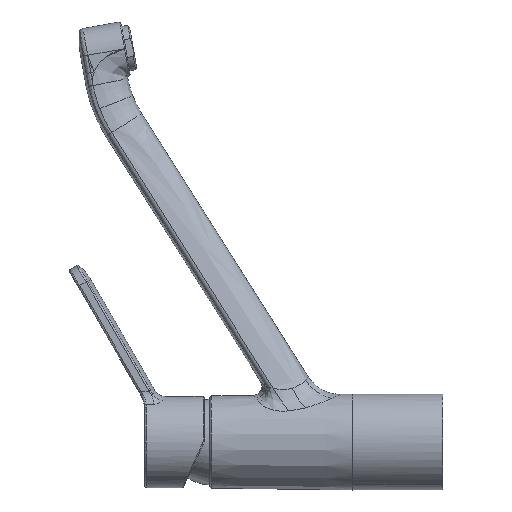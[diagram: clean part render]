
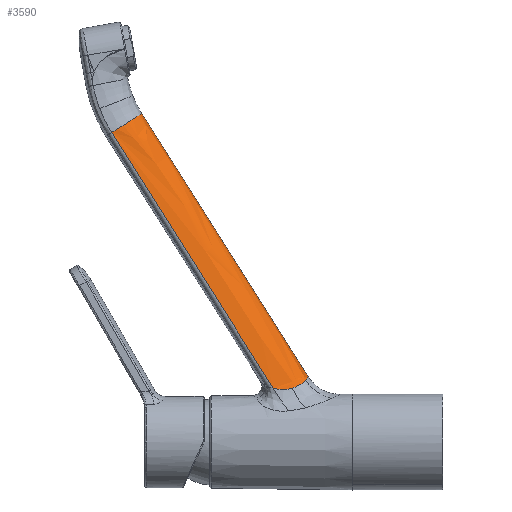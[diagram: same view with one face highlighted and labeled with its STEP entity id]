
A CAD part, left-side view. The second image highlights one B-rep face of the part: STEP entity #3590.
In plain terms, the highlighted free-form (B-spline) face has degree [5, 1] with [6, 2] control points.
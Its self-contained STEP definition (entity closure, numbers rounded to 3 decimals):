
#21 = CARTESIAN_POINT ( 'NONE',  ( -14.357, 124.187, 167.473 ) ) ;
#202 = CARTESIAN_POINT ( 'NONE',  ( 0., 112.651, 174.764 ) ) ;
#371 = CARTESIAN_POINT ( 'NONE',  ( -9.427, 114.976, 173.295 ) ) ;
#391 = CARTESIAN_POINT ( 'NONE',  ( -12.625, 32.483, 28.658 ) ) ;
#564 = VERTEX_POINT ( 'NONE', #2648 ) ;
#758 = EDGE_CURVE ( 'NONE', #6969, #6250, #7799, .T. ) ;
#832 = CARTESIAN_POINT ( 'NONE',  ( 0., 68.402, 104.743 ) ) ;
#998 = CARTESIAN_POINT ( 'NONE',  ( -12.678, 119.626, 170.356 ) ) ;
#1310 = CARTESIAN_POINT ( 'NONE',  ( -4.329, 24.545, 33.976 ) ) ;
#1606 = CARTESIAN_POINT ( 'NONE',  ( -6.601, 25.498, 32.827 ) ) ;
#1627 = CARTESIAN_POINT ( 'NONE',  ( -14.447, 128.593, 164.689 ) ) ;
#1630 = CARTESIAN_POINT ( 'NONE',  ( -9.683, 27.513, 30.921 ) ) ;
#1642 = CARTESIAN_POINT ( 'NONE',  ( -14.357, 124.187, 167.473 ) ) ;
#1736 = B_SPLINE_CURVE_WITH_KNOTS ( 'NONE', 5,
 ( #6477, #21, #3378, #7768, #4001, #202 ),
 .UNSPECIFIED., .F., .F.,
 ( 6, 6 ),
 ( -27.649, 0. ),
 .UNSPECIFIED. ) ;
#1858 = CARTESIAN_POINT ( 'NONE',  ( -14.447, 42.651, 28.692 ) ) ;
#1883 = B_SPLINE_SURFACE_WITH_KNOTS ( 'NONE', 5, 1, ( 
 ( #5403, #2305 ),
 ( #7938, #4164 ),
 ( #371, #4795 ),
 ( #998, #5429 ),
 ( #1642, #6048 ),
 ( #2332, #6671 ) ),
 .UNSPECIFIED., .F., .F., .F.,
 ( 6, 6 ),
 ( 2, 2 ),
 ( 0., 27.643 ),
 ( 0., 1. ),
 .UNSPECIFIED. ) ;
#1971 = CARTESIAN_POINT ( 'NONE',  ( -6.601, 25.498, 32.827 ) ) ;
#1996 = VECTOR ( 'NONE', #4630, 1000. ) ;
#2075 = EDGE_CURVE ( 'NONE', #564, #6969, #7022, .T. ) ;
#2137 = ORIENTED_EDGE ( 'NONE', *, *, #2669, .T. ) ;
#2292 = CARTESIAN_POINT ( 'NONE',  ( -8.269, 26.339, 31.91 ) ) ;
#2305 = CARTESIAN_POINT ( 'NONE',  ( 0., 22.919, 32.77 ) ) ;
#2318 = CARTESIAN_POINT ( 'NONE',  ( -11.868, 30.666, 29.219 ) ) ;
#2332 = CARTESIAN_POINT ( 'NONE',  ( -14.447, 128.593, 164.689 ) ) ;
#2497 = CARTESIAN_POINT ( 'NONE',  ( -14.447, 42.651, 28.692 ) ) ;
#2623 = CARTESIAN_POINT ( 'NONE',  ( -14.447, 128.593, 164.689 ) ) ;
#2648 = CARTESIAN_POINT ( 'NONE',  ( -6.601, 25.498, 32.827 ) ) ;
#2669 = EDGE_CURVE ( 'NONE', #5911, #7447, #3665, .T. ) ;
#3073 = EDGE_CURVE ( 'NONE', #3685, #6250, #6311, .T. ) ;
#3370 = B_SPLINE_CURVE_WITH_KNOTS ( 'NONE', 5,
 ( #6868, #4462, #5103, #1310, #5726, #1971 ),
 .UNSPECIFIED., .F., .F.,
 ( 6, 6 ),
 ( 0., 1. ),
 .UNSPECIFIED. ) ;
#3378 = CARTESIAN_POINT ( 'NONE',  ( -12.678, 119.626, 170.356 ) ) ;
#3392 = ORIENTED_EDGE ( 'NONE', *, *, #3493, .F. ) ;
#3493 = EDGE_CURVE ( 'NONE', #3685, #7447, #1736, .T. ) ;
#3590 = ADVANCED_FACE ( 'NONE', ( #5434 ), #1883, .T. ) ;
#3665 = LINE ( 'NONE', #832, #1996 ) ;
#3685 = VERTEX_POINT ( 'NONE', #1627 ) ;
#3722 = CARTESIAN_POINT ( 'NONE',  ( -14.447, 42.651, 28.692 ) ) ;
#3754 = CARTESIAN_POINT ( 'NONE',  ( -14.422, 40.545, 28.089 ) ) ;
#3779 = CARTESIAN_POINT ( 'NONE',  ( -14.27, 38.444, 27.74 ) ) ;
#3869 = ORIENTED_EDGE ( 'NONE', *, *, #2075, .F. ) ;
#3895 = CARTESIAN_POINT ( 'NONE',  ( -13.952, 36.358, 27.73 ) ) ;
#4001 = CARTESIAN_POINT ( 'NONE',  ( -5.201, 112.651, 174.764 ) ) ;
#4164 = CARTESIAN_POINT ( 'NONE',  ( -5.201, 22.919, 32.77 ) ) ;
#4273 = CARTESIAN_POINT ( 'NONE',  ( 0., 112.651, 174.764 ) ) ;
#4462 = CARTESIAN_POINT ( 'NONE',  ( -1.546, 24.153, 34.723 ) ) ;
#4491 = CARTESIAN_POINT ( 'NONE',  ( -13.403, 34.347, 28.083 ) ) ;
#4630 = DIRECTION ( 'NONE',  ( 0., 0.534, 0.845 ) ) ;
#4795 = CARTESIAN_POINT ( 'NONE',  ( -9.427, 25.244, 31.301 ) ) ;
#4829 = ORIENTED_EDGE ( 'NONE', *, *, #3073, .T. ) ;
#4867 = ORIENTED_EDGE ( 'NONE', *, *, #5362, .F. ) ;
#5079 = CARTESIAN_POINT ( 'NONE',  ( -12.625, 32.483, 28.658 ) ) ;
#5103 = CARTESIAN_POINT ( 'NONE',  ( -3.013, 24.284, 34.472 ) ) ;
#5186 = CARTESIAN_POINT ( 'NONE',  ( 0., 24.153, 34.723 ) ) ;
#5362 = EDGE_CURVE ( 'NONE', #5911, #564, #3370, .T. ) ;
#5403 = CARTESIAN_POINT ( 'NONE',  ( 0., 112.651, 174.764 ) ) ;
#5429 = CARTESIAN_POINT ( 'NONE',  ( -12.678, 29.894, 28.362 ) ) ;
#5434 = FACE_OUTER_BOUND ( 'NONE', #7991, .T. ) ;
#5451 = ORIENTED_EDGE ( 'NONE', *, *, #758, .F. ) ;
#5726 = CARTESIAN_POINT ( 'NONE',  ( -5.518, 24.952, 33.422 ) ) ;
#5911 = VERTEX_POINT ( 'NONE', #5186 ) ;
#6035 = CARTESIAN_POINT ( 'NONE',  ( -10.891, 28.991, 30.013 ) ) ;
#6048 = CARTESIAN_POINT ( 'NONE',  ( -14.357, 34.456, 25.479 ) ) ;
#6250 = VERTEX_POINT ( 'NONE', #1858 ) ;
#6311 = B_SPLINE_CURVE_WITH_KNOTS ( 'NONE', 1,
 ( #2623, #2497 ),
 .UNSPECIFIED., .F., .F.,
 ( 2, 2 ),
 ( 0., 1. ),
 .UNSPECIFIED. ) ;
#6477 = CARTESIAN_POINT ( 'NONE',  ( -14.447, 128.593, 164.689 ) ) ;
#6657 = CARTESIAN_POINT ( 'NONE',  ( -12.625, 32.483, 28.658 ) ) ;
#6671 = CARTESIAN_POINT ( 'NONE',  ( -14.447, 38.862, 22.695 ) ) ;
#6868 = CARTESIAN_POINT ( 'NONE',  ( 0., 24.153, 34.723 ) ) ;
#6969 = VERTEX_POINT ( 'NONE', #391 ) ;
#7022 = B_SPLINE_CURVE_WITH_KNOTS ( 'NONE', 5,
 ( #1606, #2292, #1630, #6035, #2318, #6657 ),
 .UNSPECIFIED., .F., .F.,
 ( 6, 6 ),
 ( 0., 1. ),
 .UNSPECIFIED. ) ;
#7447 = VERTEX_POINT ( 'NONE', #4273 ) ;
#7768 = CARTESIAN_POINT ( 'NONE',  ( -9.427, 114.976, 173.295 ) ) ;
#7799 = B_SPLINE_CURVE_WITH_KNOTS ( 'NONE', 5,
 ( #5079, #4491, #3895, #3779, #3754, #3722 ),
 .UNSPECIFIED., .F., .F.,
 ( 6, 6 ),
 ( 0., 1. ),
 .UNSPECIFIED. ) ;
#7938 = CARTESIAN_POINT ( 'NONE',  ( -5.201, 112.651, 174.764 ) ) ;
#7991 = EDGE_LOOP ( 'NONE', ( #3392, #4829, #5451, #3869, #4867, #2137 ) ) ;
